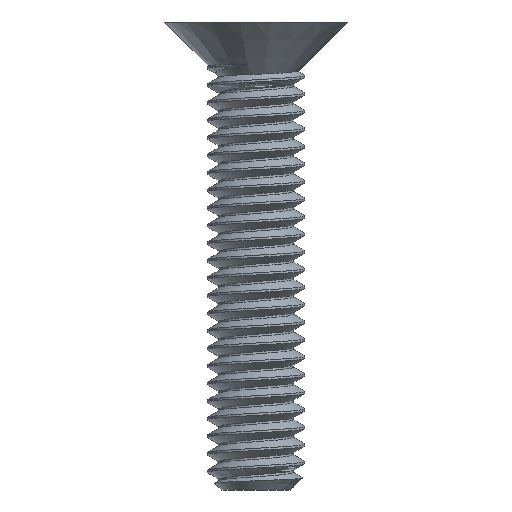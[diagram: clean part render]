
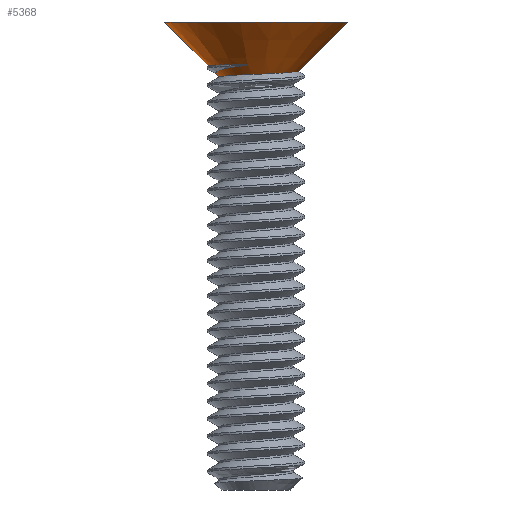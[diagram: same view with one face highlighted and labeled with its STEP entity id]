
A CAD part, left-side view. The second image highlights one B-rep face of the part: STEP entity #5368.
In plain terms, the highlighted conical face has half-angle 45 degrees and reference radius 1.25 mm.
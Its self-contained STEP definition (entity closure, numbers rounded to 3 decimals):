
#31 = DIRECTION ( 'NONE',  ( 0., 0., 1. ) ) ;
#72 = CARTESIAN_POINT ( 'NONE',  ( -0.251, 1.212, 0.381 ) ) ;
#146 = VERTEX_POINT ( 'NONE', #4401 ) ;
#242 = VERTEX_POINT ( 'NONE', #1837 ) ;
#246 = EDGE_CURVE ( 'NONE', #3197, #5693, #2494, .T. ) ;
#319 = CARTESIAN_POINT ( 'NONE',  ( -1.192, 0.337, 0.381 ) ) ;
#336 = CARTESIAN_POINT ( 'NONE',  ( -0.625, 0.749, 0.119 ) ) ;
#481 = CARTESIAN_POINT ( 'NONE',  ( 0., 1.25, 0.4 ) ) ;
#493 = CIRCLE ( 'NONE', #2675, 2.35 ) ;
#619 = VERTEX_POINT ( 'NONE', #5014 ) ;
#652 = B_SPLINE_CURVE_WITH_KNOTS ( 'NONE', 3,
 ( #4700, #1240, #336, #4320, #3439, #3378, #1221, #752, #3887, #4299, #3809, #1647 ),
 .UNSPECIFIED., .F., .F.,
 ( 4, 2, 2, 2, 2, 4 ),
 ( 0., 0., 0.001, 0.001, 0.002, 0.003 ),
 .UNSPECIFIED. ) ;
#752 = CARTESIAN_POINT ( 'NONE',  ( -0.933, -0.495, 0.181 ) ) ;
#929 = ORIENTED_EDGE ( 'NONE', *, *, #3627, .T. ) ;
#965 = CARTESIAN_POINT ( 'NONE',  ( 0., 1.222, 0.372 ) ) ;
#1044 = B_SPLINE_CURVE_WITH_KNOTS ( 'NONE', 3,
 ( #1807, #2252, #72, #3457, #4823, #2186 ),
 .UNSPECIFIED., .F., .F.,
 ( 4, 2, 4 ),
 ( 0.006, 0.007, 0.007 ),
 .UNSPECIFIED. ) ;
#1050 = EDGE_CURVE ( 'NONE', #3750, #4775, #493, .T. ) ;
#1110 = ORIENTED_EDGE ( 'NONE', *, *, #1050, .F. ) ;
#1148 = ORIENTED_EDGE ( 'NONE', *, *, #1454, .T. ) ;
#1182 = CONICAL_SURFACE ( 'NONE', #1496, 1.25, 0.785 ) ;
#1203 = CARTESIAN_POINT ( 'NONE',  ( -0.268, 1.029, 0.205 ) ) ;
#1219 = VECTOR ( 'NONE', #4343, 1000. ) ;
#1221 = CARTESIAN_POINT ( 'NONE',  ( -1.035, -0.05, 0.161 ) ) ;
#1223 = CARTESIAN_POINT ( 'NONE',  ( 0., 1.013, 0.163 ) ) ;
#1240 = CARTESIAN_POINT ( 'NONE',  ( -0.53, 0.812, 0.113 ) ) ;
#1303 = CARTESIAN_POINT ( 'NONE',  ( 0., -2.35, 1.5 ) ) ;
#1323 = CARTESIAN_POINT ( 'NONE',  ( 0., 0., 1.5 ) ) ;
#1401 = CARTESIAN_POINT ( 'NONE',  ( -1.233, 0.208, 0.4 ) ) ;
#1454 = EDGE_CURVE ( 'NONE', #242, #4775, #2261, .T. ) ;
#1480 = EDGE_CURVE ( 'NONE', #1606, #146, #1044, .T. ) ;
#1491 = EDGE_LOOP ( 'NONE', ( #4549, #5027, #929, #1148, #1110, #3624, #2384, #5594, #5045 ) ) ;
#1496 = AXIS2_PLACEMENT_3D ( 'NONE', #2978, #2128, #2939 ) ;
#1590 = CARTESIAN_POINT ( 'NONE',  ( -0.878, 0.769, 0.31 ) ) ;
#1606 = VERTEX_POINT ( 'NONE', #965 ) ;
#1622 = CARTESIAN_POINT ( 'NONE',  ( -0.359, 0.891, 0.108 ) ) ;
#1630 = CARTESIAN_POINT ( 'NONE',  ( -0.974, 0.676, 0.328 ) ) ;
#1647 = CARTESIAN_POINT ( 'NONE',  ( 0., -1.08, 0.23 ) ) ;
#1664 = DIRECTION ( 'NONE',  ( 0., 0., -1. ) ) ;
#1807 = CARTESIAN_POINT ( 'NONE',  ( 0., 1.222, 0.372 ) ) ;
#1837 = CARTESIAN_POINT ( 'NONE',  ( 0., -1.08, 0.23 ) ) ;
#1864 = CARTESIAN_POINT ( 'NONE',  ( 0., 1.013, 0.163 ) ) ;
#2018 = FACE_OUTER_BOUND ( 'NONE', #1491, .T. ) ;
#2128 = DIRECTION ( 'NONE',  ( 0., 0., 1. ) ) ;
#2186 = CARTESIAN_POINT ( 'NONE',  ( -0.713, 1.027, 0.4 ) ) ;
#2252 = CARTESIAN_POINT ( 'NONE',  ( -0.124, 1.226, 0.376 ) ) ;
#2261 = LINE ( 'NONE', #3496, #2738 ) ;
#2280 = EDGE_CURVE ( 'NONE', #4421, #5693, #3215, .T. ) ;
#2384 = ORIENTED_EDGE ( 'NONE', *, *, #1480, .T. ) ;
#2475 = CARTESIAN_POINT ( 'NONE',  ( 0., 0., 0.4 ) ) ;
#2494 = LINE ( 'NONE', #2691, #2954 ) ;
#2530 = CARTESIAN_POINT ( 'NONE',  ( -0.53, 0.971, 0.248 ) ) ;
#2541 = CARTESIAN_POINT ( 'NONE',  ( 0., 0.958, 0.108 ) ) ;
#2675 = AXIS2_PLACEMENT_3D ( 'NONE', #1323, #31, #3544 ) ;
#2691 = CARTESIAN_POINT ( 'NONE',  ( 0., 1.25, 0.4 ) ) ;
#2738 = VECTOR ( 'NONE', #3987, 1000. ) ;
#2808 = LINE ( 'NONE', #481, #1219 ) ;
#2852 = EDGE_CURVE ( 'NONE', #4421, #146, #4811, .T. ) ;
#2939 = DIRECTION ( 'NONE',  ( 0., -1., 0. ) ) ;
#2954 = VECTOR ( 'NONE', #4010, 1000. ) ;
#2978 = CARTESIAN_POINT ( 'NONE',  ( 0., 0., 0.4 ) ) ;
#3197 = VERTEX_POINT ( 'NONE', #4054 ) ;
#3215 = B_SPLINE_CURVE_WITH_KNOTS ( 'NONE', 3,
 ( #5129, #319, #4200, #1630, #1590, #5149, #2530, #1203, #5612, #1223 ),
 .UNSPECIFIED., .F., .F.,
 ( 4, 2, 2, 2, 4 ),
 ( 0., 0., 0.001, 0.001, 0.002 ),
 .UNSPECIFIED. ) ;
#3378 = CARTESIAN_POINT ( 'NONE',  ( -1.008, 0.188, 0.149 ) ) ;
#3439 = CARTESIAN_POINT ( 'NONE',  ( -0.857, 0.497, 0.134 ) ) ;
#3457 = CARTESIAN_POINT ( 'NONE',  ( -0.491, 1.146, 0.39 ) ) ;
#3496 = CARTESIAN_POINT ( 'NONE',  ( 0., -1.25, 0.4 ) ) ;
#3544 = DIRECTION ( 'NONE',  ( 0., -1., 0. ) ) ;
#3624 = ORIENTED_EDGE ( 'NONE', *, *, #3837, .F. ) ;
#3627 = EDGE_CURVE ( 'NONE', #619, #242, #652, .T. ) ;
#3750 = VERTEX_POINT ( 'NONE', #3907 ) ;
#3809 = CARTESIAN_POINT ( 'NONE',  ( -0.229, -1.071, 0.221 ) ) ;
#3837 = EDGE_CURVE ( 'NONE', #1606, #3750, #2808, .T. ) ;
#3887 = CARTESIAN_POINT ( 'NONE',  ( -0.805, -0.697, 0.19 ) ) ;
#3907 = CARTESIAN_POINT ( 'NONE',  ( 0., 2.35, 1.5 ) ) ;
#3987 = DIRECTION ( 'NONE',  ( 0., -0.707, 0.707 ) ) ;
#4010 = DIRECTION ( 'NONE',  ( 0., 0.707, 0.707 ) ) ;
#4054 = CARTESIAN_POINT ( 'NONE',  ( 0., 0.958, 0.108 ) ) ;
#4077 = AXIS2_PLACEMENT_3D ( 'NONE', #2475, #1664, #4740 ) ;
#4200 = CARTESIAN_POINT ( 'NONE',  ( -1.132, 0.457, 0.363 ) ) ;
#4210 = CARTESIAN_POINT ( 'NONE',  ( -0.425, 0.858, 0.108 ) ) ;
#4299 = CARTESIAN_POINT ( 'NONE',  ( -0.451, -0.986, 0.211 ) ) ;
#4320 = CARTESIAN_POINT ( 'NONE',  ( -0.791, 0.59, 0.13 ) ) ;
#4343 = DIRECTION ( 'NONE',  ( 0., 0.707, 0.707 ) ) ;
#4401 = CARTESIAN_POINT ( 'NONE',  ( -0.713, 1.027, 0.4 ) ) ;
#4421 = VERTEX_POINT ( 'NONE', #1401 ) ;
#4520 = EDGE_CURVE ( 'NONE', #3197, #619, #5035, .T. ) ;
#4549 = ORIENTED_EDGE ( 'NONE', *, *, #246, .F. ) ;
#4655 = CARTESIAN_POINT ( 'NONE',  ( -0.073, 0.958, 0.108 ) ) ;
#4691 = CARTESIAN_POINT ( 'NONE',  ( -0.29, 0.916, 0.108 ) ) ;
#4700 = CARTESIAN_POINT ( 'NONE',  ( -0.425, 0.858, 0.108 ) ) ;
#4740 = DIRECTION ( 'NONE',  ( 0., 1., 0. ) ) ;
#4775 = VERTEX_POINT ( 'NONE', #1303 ) ;
#4811 = CIRCLE ( 'NONE', #4077, 1.25 ) ;
#4823 = CARTESIAN_POINT ( 'NONE',  ( -0.607, 1.095, 0.395 ) ) ;
#5014 = CARTESIAN_POINT ( 'NONE',  ( -0.425, 0.858, 0.108 ) ) ;
#5027 = ORIENTED_EDGE ( 'NONE', *, *, #4520, .T. ) ;
#5035 = B_SPLINE_CURVE_WITH_KNOTS ( 'NONE', 3,
 ( #2541, #4655, #5124, #4691, #1622, #4210 ),
 .UNSPECIFIED., .F., .F.,
 ( 4, 2, 4 ),
 ( 0., 0.001, 0.001 ),
 .UNSPECIFIED. ) ;
#5045 = ORIENTED_EDGE ( 'NONE', *, *, #2280, .T. ) ;
#5124 = CARTESIAN_POINT ( 'NONE',  ( -0.147, 0.949, 0.108 ) ) ;
#5129 = CARTESIAN_POINT ( 'NONE',  ( -1.233, 0.208, 0.4 ) ) ;
#5149 = CARTESIAN_POINT ( 'NONE',  ( -0.654, 0.918, 0.27 ) ) ;
#5368 = ADVANCED_FACE ( 'NONE', ( #2018 ), #1182, .T. ) ;
#5594 = ORIENTED_EDGE ( 'NONE', *, *, #2852, .F. ) ;
#5612 = CARTESIAN_POINT ( 'NONE',  ( -0.133, 1.034, 0.184 ) ) ;
#5693 = VERTEX_POINT ( 'NONE', #1864 ) ;
